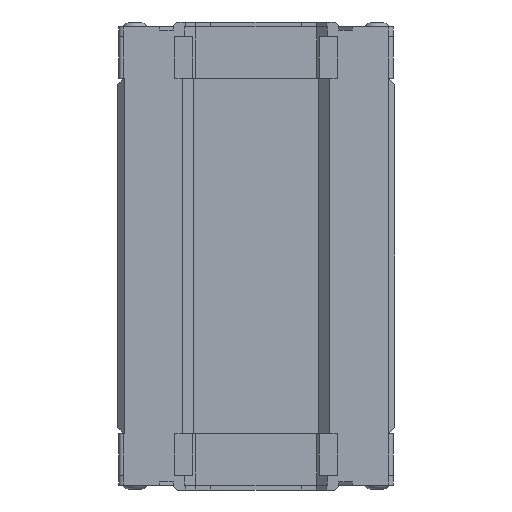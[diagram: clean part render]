
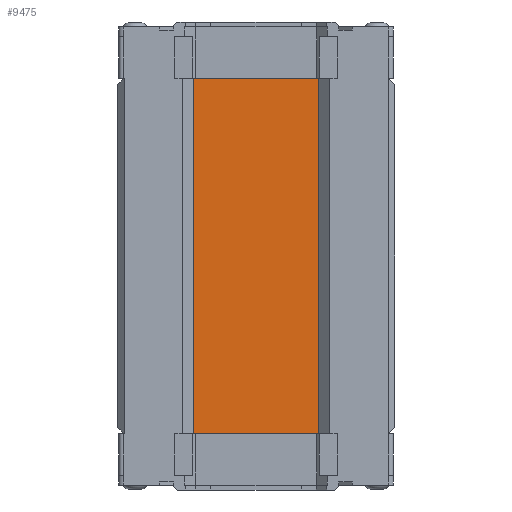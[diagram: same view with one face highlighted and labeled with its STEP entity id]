
A CAD part, front view. The second image highlights one B-rep face of the part: STEP entity #9475.
In plain terms, the highlighted planar face has unit normal (0, -1, 0).
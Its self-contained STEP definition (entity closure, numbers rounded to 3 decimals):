
#543=PLANE('',#10322);
#1041=FACE_OUTER_BOUND('',#1575,.T.);
#1575=EDGE_LOOP('',(#8787,#8788,#8789,#8790));
#2469=LINE('',#15547,#3479);
#2515=LINE('',#15693,#3525);
#2586=LINE('',#15874,#3596);
#2587=LINE('',#15876,#3597);
#3479=VECTOR('',#12610,10.);
#3525=VECTOR('',#12766,10.);
#3596=VECTOR('',#12955,10.);
#3597=VECTOR('',#12958,10.);
#4715=VERTEX_POINT('',#15544);
#4716=VERTEX_POINT('',#15546);
#4760=VERTEX_POINT('',#15690);
#4761=VERTEX_POINT('',#15692);
#5982=EDGE_CURVE('',#4715,#4716,#2469,.T.);
#6055=EDGE_CURVE('',#4760,#4761,#2515,.T.);
#6144=EDGE_CURVE('',#4715,#4761,#2586,.T.);
#6145=EDGE_CURVE('',#4716,#4760,#2587,.T.);
#8787=ORIENTED_EDGE('',*,*,#6144,.T.);
#8788=ORIENTED_EDGE('',*,*,#6055,.F.);
#8789=ORIENTED_EDGE('',*,*,#6145,.F.);
#8790=ORIENTED_EDGE('',*,*,#5982,.F.);
#9475=ADVANCED_FACE('',(#1041),#543,.T.);
#10322=AXIS2_PLACEMENT_3D('',#15875,#12956,#12957);
#12610=DIRECTION('',(-1.,0.,0.));
#12766=DIRECTION('',(1.,0.,0.));
#12955=DIRECTION('',(0.,0.,1.));
#12956=DIRECTION('center_axis',(0.,-1.,0.));
#12957=DIRECTION('ref_axis',(1.,0.,0.));
#12958=DIRECTION('',(0.,0.,1.));
#15544=CARTESIAN_POINT('',(19.48,-14.,-55.));
#15546=CARTESIAN_POINT('',(-19.48,-14.,-55.));
#15547=CARTESIAN_POINT('',(-19.48,-14.,-55.));
#15690=CARTESIAN_POINT('',(-19.48,-14.,55.));
#15692=CARTESIAN_POINT('',(19.48,-14.,55.));
#15693=CARTESIAN_POINT('',(-19.48,-14.,55.));
#15874=CARTESIAN_POINT('',(19.48,-14.,0.));
#15875=CARTESIAN_POINT('Origin',(-19.48,-14.,0.));
#15876=CARTESIAN_POINT('',(-19.48,-14.,0.));
